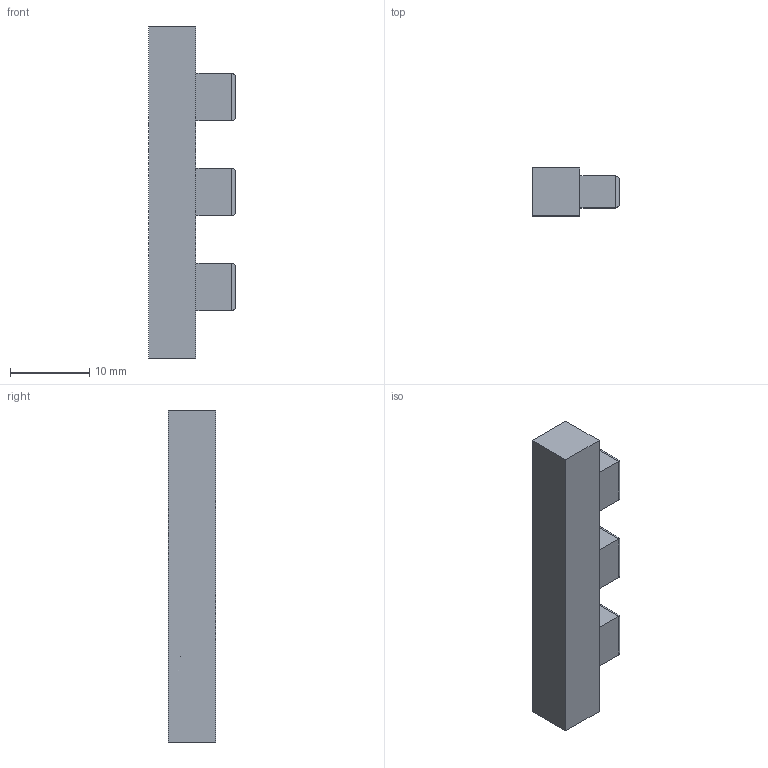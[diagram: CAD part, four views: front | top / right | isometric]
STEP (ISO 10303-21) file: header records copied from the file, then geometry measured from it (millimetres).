
FILE_DESCRIPTION(/* description */ (''),/* implementation_level */ '2;1');
FILE_NAME(/* name */ 'WeaponMountTenonTest.ipt.step',/* time_stamp */ '2024-02-27T11:31:30-06:00',/* author */ ('smz3rm'),/* organization */ (''),/* preprocessor_version */ 'ST-DEVELOPER v18',/* originating_system */ 'Autodesk Inventor 2020',/* authorisation */ '');
FILE_SCHEMA (('AUTOMOTIVE_DESIGN { 1 0 10303 214 3 1 1 }'));
Length unit declared in the file: millimetre
Products named in the file (1): WeaponMountTenonTest
Bounding box: 11 x 6 x 42 mm (x, y, z)
Volume: 1868.9 mm3; surface area: 1366.7 mm2
Topology: 1 solids, 1 shells, 33 faces, 72 edges, 44 vertices
Faces by surface type: plane 21, cylinder 12
Entity records: 923 total; most frequent: DIRECTION 152, CARTESIAN_POINT 150, ORIENTED_EDGE 144, EDGE_CURVE 72, LINE 60, VECTOR 60, AXIS2_PLACEMENT_3D 46, VERTEX_POINT 44
